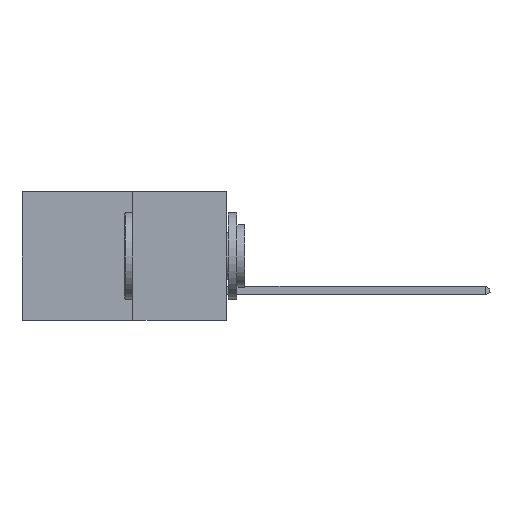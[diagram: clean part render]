
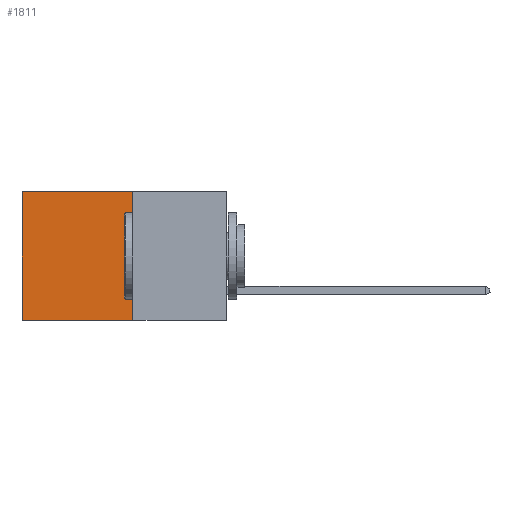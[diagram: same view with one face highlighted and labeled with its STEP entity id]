
A CAD part, left-side view. The second image highlights one B-rep face of the part: STEP entity #1811.
In plain terms, the highlighted planar face has unit normal (-1, 0, 0).
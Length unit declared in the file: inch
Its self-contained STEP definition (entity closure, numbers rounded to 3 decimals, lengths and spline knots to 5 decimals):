
#288 = DIRECTION ( 'NONE',  ( 0., 0., -1. ) ) ;
#597 = VERTEX_POINT ( 'NONE', #4990 ) ;
#1377 = EDGE_CURVE ( 'NONE', #11296, #597, #9166, .T. ) ;
#1525 = LINE ( 'NONE', #6658, #7261 ) ;
#1811 = ADVANCED_FACE ( 'NONE', ( #6609 ), #2246, .F. ) ;
#2116 = CARTESIAN_POINT ( 'NONE',  ( 0.277, 0.27, 0. ) ) ;
#2246 = PLANE ( 'NONE',  #13670 ) ;
#2388 = DIRECTION ( 'NONE',  ( 1., 0., 0. ) ) ;
#2420 = CARTESIAN_POINT ( 'NONE',  ( 0.277, 0.59, -0.37 ) ) ;
#2546 = EDGE_CURVE ( 'NONE', #8897, #11296, #3372, .T. ) ;
#3372 = LINE ( 'NONE', #4727, #11996 ) ;
#3443 = DIRECTION ( 'NONE',  ( 0., 0., -1. ) ) ;
#3990 = CARTESIAN_POINT ( 'NONE',  ( 0.277, 0.59, 0. ) ) ;
#4727 = CARTESIAN_POINT ( 'NONE',  ( 0.277, 0.27, -0.37 ) ) ;
#4990 = CARTESIAN_POINT ( 'NONE',  ( 0.277, 0.59, -0.37 ) ) ;
#5552 = EDGE_LOOP ( 'NONE', ( #5838, #12173, #8326, #8567 ) ) ;
#5838 = ORIENTED_EDGE ( 'NONE', *, *, #9903, .T. ) ;
#5899 = DIRECTION ( 'NONE',  ( 0., 1., 0. ) ) ;
#5951 = CARTESIAN_POINT ( 'NONE',  ( 0.277, 0.27, -0.37 ) ) ;
#6609 = FACE_OUTER_BOUND ( 'NONE', #5552, .T. ) ;
#6658 = CARTESIAN_POINT ( 'NONE',  ( 0.277, 0.27, 0. ) ) ;
#7261 = VECTOR ( 'NONE', #13194, 39.37008 ) ;
#7823 = LINE ( 'NONE', #2420, #13243 ) ;
#8326 = ORIENTED_EDGE ( 'NONE', *, *, #2546, .F. ) ;
#8567 = ORIENTED_EDGE ( 'NONE', *, *, #11152, .T. ) ;
#8897 = VERTEX_POINT ( 'NONE', #2116 ) ;
#9166 = LINE ( 'NONE', #13077, #12582 ) ;
#9229 = CARTESIAN_POINT ( 'NONE',  ( 0.277, 0.27, -0.37 ) ) ;
#9903 = EDGE_CURVE ( 'NONE', #13105, #597, #7823, .T. ) ;
#11152 = EDGE_CURVE ( 'NONE', #8897, #13105, #1525, .T. ) ;
#11296 = VERTEX_POINT ( 'NONE', #9229 ) ;
#11996 = VECTOR ( 'NONE', #288, 39.37008 ) ;
#12173 = ORIENTED_EDGE ( 'NONE', *, *, #1377, .F. ) ;
#12582 = VECTOR ( 'NONE', #5899, 39.37008 ) ;
#13077 = CARTESIAN_POINT ( 'NONE',  ( 0.277, 0.27, -0.37 ) ) ;
#13105 = VERTEX_POINT ( 'NONE', #3990 ) ;
#13194 = DIRECTION ( 'NONE',  ( 0., 1., 0. ) ) ;
#13243 = VECTOR ( 'NONE', #13507, 39.37008 ) ;
#13507 = DIRECTION ( 'NONE',  ( 0., 0., -1. ) ) ;
#13670 = AXIS2_PLACEMENT_3D ( 'NONE', #5951, #2388, #3443 ) ;
